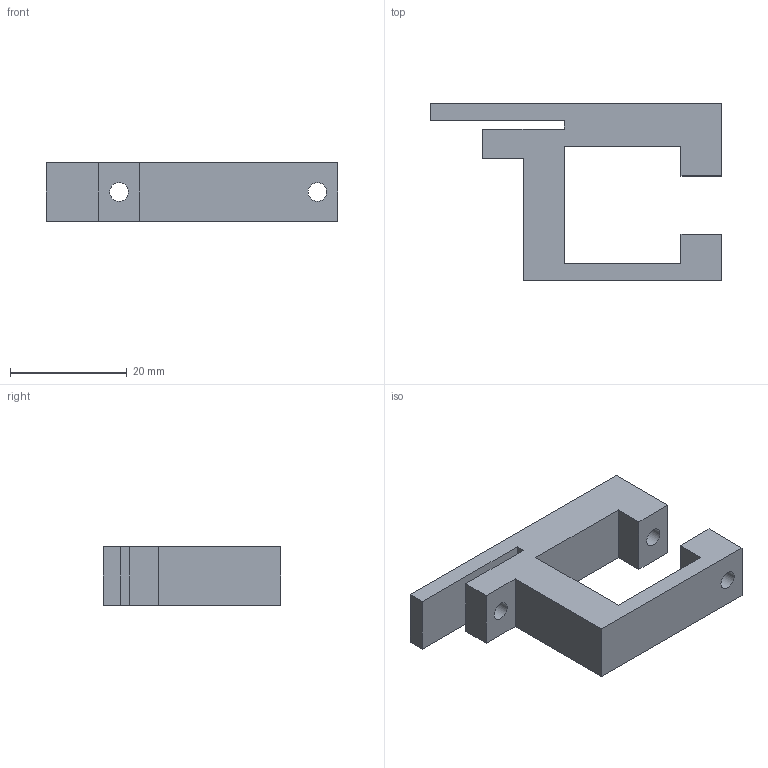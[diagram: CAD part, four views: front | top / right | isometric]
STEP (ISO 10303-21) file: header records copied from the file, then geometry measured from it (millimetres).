
FILE_DESCRIPTION(('FreeCAD Model'),'2;1');
FILE_NAME('Open CASCADE Shape Model','2023-06-07T20:46:25',(''),(''), 'Open CASCADE STEP processor 7.6','FreeCAD','Unknown');
FILE_SCHEMA(('AUTOMOTIVE_DESIGN { 1 0 10303 214 1 1 1 1 }'));
Length unit declared in the file: millimetre
Products named in the file (1): Body
Bounding box: 50 x 30.5 x 10 mm (x, y, z)
Volume: 6165.8 mm3; surface area: 4131.2 mm2
Topology: 1 solids, 1 shells, 24 faces, 66 edges, 44 vertices
Faces by surface type: plane 20, cylinder 4
Full cylindrical faces by diameter (mm): 3.2 x4
Entity records: 796 total; most frequent: CARTESIAN_POINT 135, ORIENTED_EDGE 132, DIRECTION 124, EDGE_CURVE 66, LINE 58, VECTOR 58, VERTEX_POINT 44, AXIS2_PLACEMENT_3D 33
